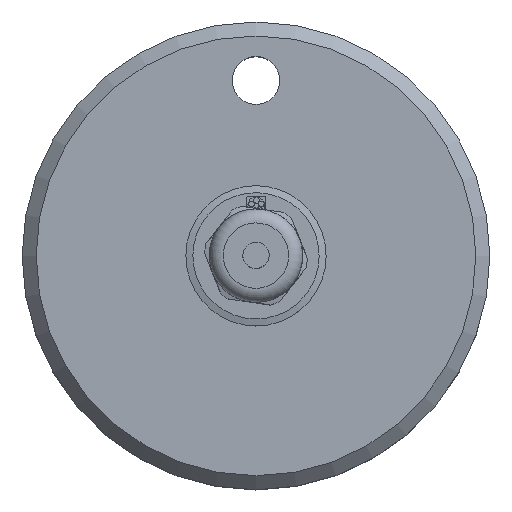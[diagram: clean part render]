
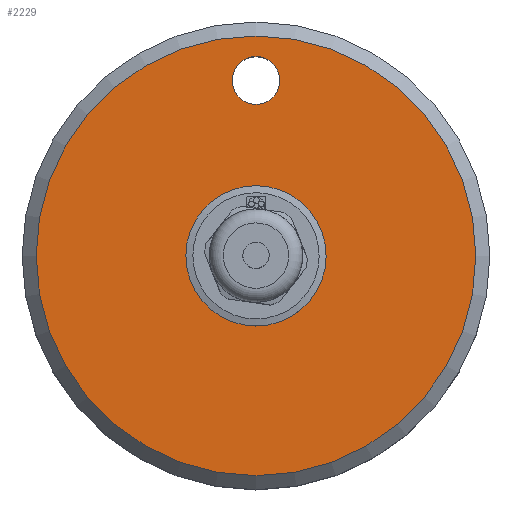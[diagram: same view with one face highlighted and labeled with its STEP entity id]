
A CAD part, top view. The second image highlights one B-rep face of the part: STEP entity #2229.
In plain terms, the highlighted planar face has unit normal (0, 0, 1).
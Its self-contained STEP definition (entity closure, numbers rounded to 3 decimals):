
#58 = CARTESIAN_POINT ( 'NONE',  ( 5.1, 37.5, 37. ) ) ;
#64 = PLANE ( 'NONE',  #3297 ) ;
#151 = CARTESIAN_POINT ( 'NONE',  ( 47., 0., 37. ) ) ;
#322 = EDGE_CURVE ( 'NONE', #423, #423, #3947, .T. ) ;
#423 = VERTEX_POINT ( 'NONE', #58 ) ;
#432 = AXIS2_PLACEMENT_3D ( 'NONE', #797, #3056, #2541 ) ;
#487 = DIRECTION ( 'NONE',  ( 0., 0., 1. ) ) ;
#498 = DIRECTION ( 'NONE',  ( 1., 0., 0. ) ) ;
#572 = CIRCLE ( 'NONE', #432, 47. ) ;
#599 = EDGE_LOOP ( 'NONE', ( #3513 ) ) ;
#653 = DIRECTION ( 'NONE',  ( 0., 0., 1. ) ) ;
#797 = CARTESIAN_POINT ( 'NONE',  ( 0., 0., 37. ) ) ;
#858 = CARTESIAN_POINT ( 'NONE',  ( 0., 0., 37. ) ) ;
#899 = EDGE_LOOP ( 'NONE', ( #2409 ) ) ;
#929 = AXIS2_PLACEMENT_3D ( 'NONE', #1430, #653, #3532 ) ;
#1430 = CARTESIAN_POINT ( 'NONE',  ( 0., 37.5, 37. ) ) ;
#1434 = CIRCLE ( 'NONE', #1593, 11.75 ) ;
#1504 = CARTESIAN_POINT ( 'NONE',  ( 0., -50., 37. ) ) ;
#1593 = AXIS2_PLACEMENT_3D ( 'NONE', #858, #487, #1916 ) ;
#1916 = DIRECTION ( 'NONE',  ( 1., 0., 0. ) ) ;
#1944 = VERTEX_POINT ( 'NONE', #151 ) ;
#2128 = EDGE_LOOP ( 'NONE', ( #4001 ) ) ;
#2229 = ADVANCED_FACE ( 'NONE', ( #2968, #4413, #4060 ), #64, .T. ) ;
#2409 = ORIENTED_EDGE ( 'NONE', *, *, #322, .F. ) ;
#2541 = DIRECTION ( 'NONE',  ( 1., 0., 0. ) ) ;
#2945 = DIRECTION ( 'NONE',  ( 0., 0., 1. ) ) ;
#2968 = FACE_BOUND ( 'NONE', #599, .T. ) ;
#3056 = DIRECTION ( 'NONE',  ( 0., 0., 1. ) ) ;
#3258 = EDGE_CURVE ( 'NONE', #1944, #1944, #572, .T. ) ;
#3297 = AXIS2_PLACEMENT_3D ( 'NONE', #1504, #2945, #498 ) ;
#3309 = CARTESIAN_POINT ( 'NONE',  ( 11.75, 0., 37. ) ) ;
#3513 = ORIENTED_EDGE ( 'NONE', *, *, #3742, .F. ) ;
#3532 = DIRECTION ( 'NONE',  ( 1., 0., 0. ) ) ;
#3742 = EDGE_CURVE ( 'NONE', #4048, #4048, #1434, .T. ) ;
#3947 = CIRCLE ( 'NONE', #929, 5.1 ) ;
#4001 = ORIENTED_EDGE ( 'NONE', *, *, #3258, .T. ) ;
#4048 = VERTEX_POINT ( 'NONE', #3309 ) ;
#4060 = FACE_BOUND ( 'NONE', #899, .T. ) ;
#4413 = FACE_OUTER_BOUND ( 'NONE', #2128, .T. ) ;
